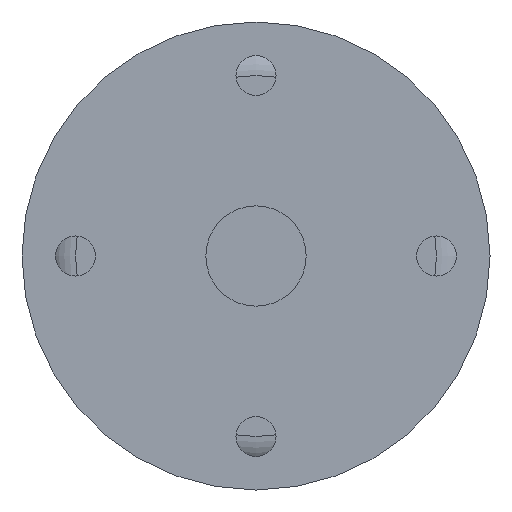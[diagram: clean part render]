
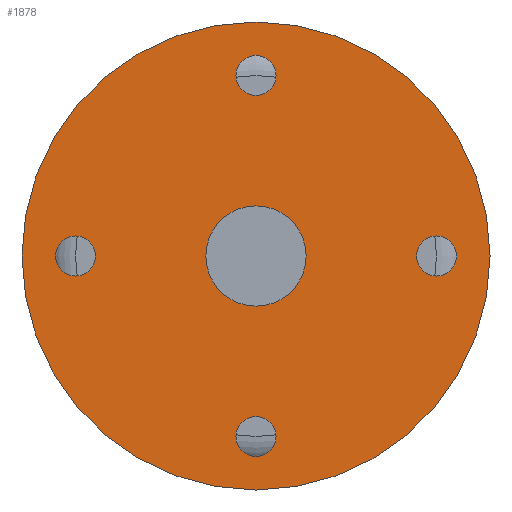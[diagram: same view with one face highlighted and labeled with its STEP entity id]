
A CAD part, front view. The second image highlights one B-rep face of the part: STEP entity #1878.
In plain terms, the highlighted planar face has unit normal (0, -1, 0).
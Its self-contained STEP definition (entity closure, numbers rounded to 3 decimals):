
#196=PLANE('',#2157);
#252=FACE_BOUND('',#640,.T.);
#253=FACE_BOUND('',#641,.T.);
#254=FACE_BOUND('',#642,.T.);
#255=FACE_BOUND('',#643,.T.);
#256=FACE_BOUND('',#644,.T.);
#428=FACE_OUTER_BOUND('',#639,.T.);
#639=EDGE_LOOP('',(#1535));
#640=EDGE_LOOP('',(#1536));
#641=EDGE_LOOP('',(#1537));
#642=EDGE_LOOP('',(#1538));
#643=EDGE_LOOP('',(#1539));
#644=EDGE_LOOP('',(#1540));
#947=CIRCLE('',#2114,3.);
#950=CIRCLE('',#2120,3.);
#953=CIRCLE('',#2126,3.);
#956=CIRCLE('',#2132,3.);
#957=CIRCLE('',#2134,35.);
#968=CIRCLE('',#2156,7.5);
#1124=VERTEX_POINT('',#3256);
#1128=VERTEX_POINT('',#3300);
#1132=VERTEX_POINT('',#3344);
#1136=VERTEX_POINT('',#3388);
#1137=VERTEX_POINT('',#3391);
#1148=VERTEX_POINT('',#3424);
#1304=EDGE_CURVE('',#1124,#1124,#947,.T.);
#1308=EDGE_CURVE('',#1128,#1128,#950,.T.);
#1312=EDGE_CURVE('',#1132,#1132,#953,.T.);
#1316=EDGE_CURVE('',#1136,#1136,#956,.T.);
#1317=EDGE_CURVE('',#1137,#1137,#957,.T.);
#1328=EDGE_CURVE('',#1148,#1148,#968,.T.);
#1535=ORIENTED_EDGE('',*,*,#1317,.F.);
#1536=ORIENTED_EDGE('',*,*,#1304,.T.);
#1537=ORIENTED_EDGE('',*,*,#1308,.T.);
#1538=ORIENTED_EDGE('',*,*,#1312,.T.);
#1539=ORIENTED_EDGE('',*,*,#1316,.T.);
#1540=ORIENTED_EDGE('',*,*,#1328,.T.);
#1878=ADVANCED_FACE('',(#428,#252,#253,#254,#255,#256),#196,.T.);
#2114=AXIS2_PLACEMENT_3D('',#3257,#2495,#2496);
#2120=AXIS2_PLACEMENT_3D('',#3301,#2507,#2508);
#2126=AXIS2_PLACEMENT_3D('',#3345,#2519,#2520);
#2132=AXIS2_PLACEMENT_3D('',#3389,#2531,#2532);
#2134=AXIS2_PLACEMENT_3D('',#3392,#2535,#2536);
#2156=AXIS2_PLACEMENT_3D('',#3425,#2579,#2580);
#2157=AXIS2_PLACEMENT_3D('',#3426,#2581,#2582);
#2495=DIRECTION('center_axis',(0.,1.,0.));
#2496=DIRECTION('ref_axis',(0.,0.,-1.));
#2507=DIRECTION('center_axis',(0.,1.,0.));
#2508=DIRECTION('ref_axis',(1.,0.,0.));
#2519=DIRECTION('center_axis',(0.,1.,0.));
#2520=DIRECTION('ref_axis',(0.,0.,1.));
#2531=DIRECTION('center_axis',(0.,1.,0.));
#2532=DIRECTION('ref_axis',(-1.,0.,0.));
#2535=DIRECTION('center_axis',(0.,1.,0.));
#2536=DIRECTION('ref_axis',(1.,0.,0.));
#2579=DIRECTION('center_axis',(0.,1.,0.));
#2580=DIRECTION('ref_axis',(1.,0.,0.));
#2581=DIRECTION('center_axis',(0.,-1.,0.));
#2582=DIRECTION('ref_axis',(0.,0.,-1.));
#3256=CARTESIAN_POINT('',(0.,0.,-30.));
#3257=CARTESIAN_POINT('Origin',(0.,0.,-27.));
#3300=CARTESIAN_POINT('',(30.,0.,0.));
#3301=CARTESIAN_POINT('Origin',(27.,0.,0.));
#3344=CARTESIAN_POINT('',(0.,0.,30.));
#3345=CARTESIAN_POINT('Origin',(0.,0.,27.));
#3388=CARTESIAN_POINT('',(-30.,0.,0.));
#3389=CARTESIAN_POINT('Origin',(-27.,0.,0.));
#3391=CARTESIAN_POINT('',(-35.,0.,0.));
#3392=CARTESIAN_POINT('Origin',(0.,0.,0.));
#3424=CARTESIAN_POINT('',(-7.5,0.,0.));
#3425=CARTESIAN_POINT('Origin',(0.,0.,0.));
#3426=CARTESIAN_POINT('Origin',(-35.,0.,0.));
